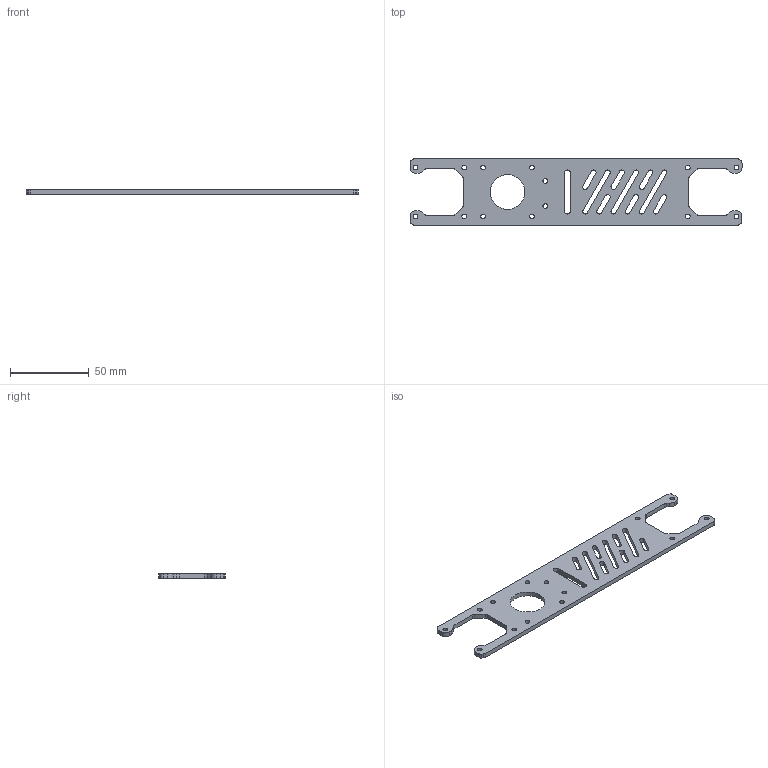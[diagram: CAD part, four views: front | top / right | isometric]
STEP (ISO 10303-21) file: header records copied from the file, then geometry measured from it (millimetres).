
FILE_DESCRIPTION(/* description */ (''),/* implementation_level */ '2;1');
FILE_NAME(/* name */ 'top_bridge.step',/* time_stamp */ '2019-12-09T12:01:48+01:00',/* author */ (''),/* organization */ (''),/* preprocessor_version */ 'ST-DEVELOPER v18',/* originating_system */ 'Autodesk Translation Framework v8.12.0.6',/* authorisation */ '');
FILE_SCHEMA (('AUTOMOTIVE_DESIGN { 1 0 10303 214 3 1 1 }'));
Length unit declared in the file: millimetre
Products named in the file (1): top_bridge
Bounding box: 211 x 42 x 3 mm (x, y, z)
Volume: 17515.2 mm3; surface area: 15527.9 mm2
Topology: 1 solids, 1 shells, 113 faces, 347 edges, 236 vertices
Faces by surface type: cylinder 63, plane 50
Full cylindrical faces by diameter (mm): 3 x14, 22 x1
Entity records: 4086 total; most frequent: DIRECTION 715, CARTESIAN_POINT 697, ORIENTED_EDGE 694, EDGE_CURVE 347, AXIS2_PLACEMENT_3D 254, VERTEX_POINT 236, LINE 207, VECTOR 207
